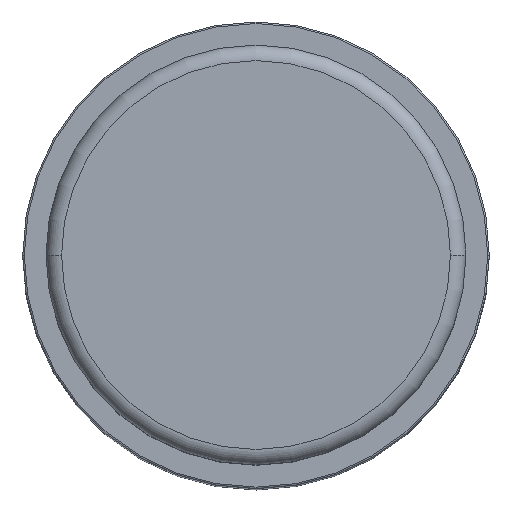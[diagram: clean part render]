
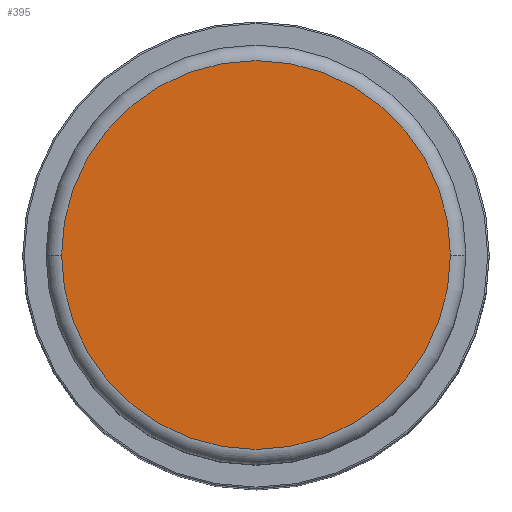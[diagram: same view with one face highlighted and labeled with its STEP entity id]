
A CAD part, top view. The second image highlights one B-rep face of the part: STEP entity #395.
In plain terms, the highlighted planar face has unit normal (0, 0, 1).
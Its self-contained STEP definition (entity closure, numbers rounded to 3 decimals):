
#84=CARTESIAN_POINT('',(0.,0.,10.));
#85=DIRECTION('',(0.,0.,1.));
#86=DIRECTION('',(1.,0.,0.));
#87=AXIS2_PLACEMENT_3D('',#84,#85,#86);
#89=CARTESIAN_POINT('',(0.,0.,10.));
#90=DIRECTION('',(0.,0.,1.));
#91=DIRECTION('',(-1.,0.,0.));
#92=AXIS2_PLACEMENT_3D('',#89,#90,#91);
#344=CARTESIAN_POINT('',(12.5,0.,10.));
#345=CARTESIAN_POINT('',(-12.5,0.,10.));
#346=VERTEX_POINT('',#344);
#347=VERTEX_POINT('',#345);
#384=CARTESIAN_POINT('',(0.,0.,10.));
#385=DIRECTION('',(0.,0.,1.));
#386=DIRECTION('',(1.,0.,0.));
#387=AXIS2_PLACEMENT_3D('',#384,#385,#386);
#388=PLANE('',#387);
#390=ORIENTED_EDGE('',*,*,#389,.F.);
#392=ORIENTED_EDGE('',*,*,#391,.F.);
#393=EDGE_LOOP('',(#390,#392));
#394=FACE_OUTER_BOUND('',#393,.F.);
#395=ADVANCED_FACE('',(#394),#388,.T.);
#88=CIRCLE('',#87,12.5);
#93=CIRCLE('',#92,12.5);
#389=EDGE_CURVE('',#346,#347,#88,.T.);
#391=EDGE_CURVE('',#347,#346,#93,.T.);
